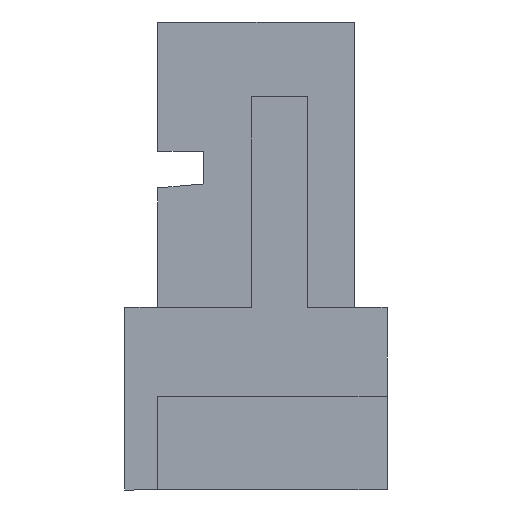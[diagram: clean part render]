
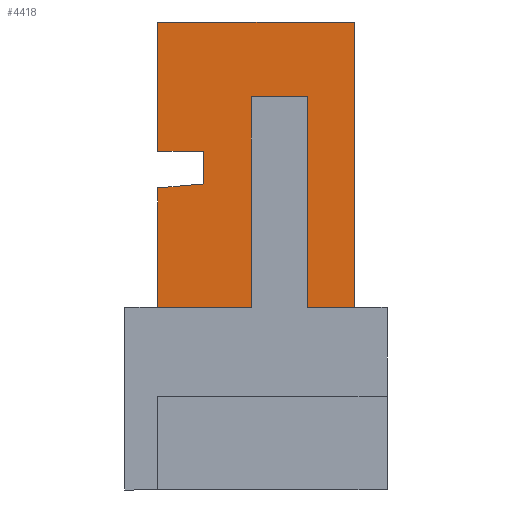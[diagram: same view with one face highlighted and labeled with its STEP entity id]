
A CAD part, left-side view. The second image highlights one B-rep face of the part: STEP entity #4418.
In plain terms, the highlighted planar face has unit normal (-1, 0, 0).
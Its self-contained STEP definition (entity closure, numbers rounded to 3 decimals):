
#300 = ORIENTED_EDGE ( 'NONE', *, *, #4411, .F. ) ;
#338 = VERTEX_POINT ( 'NONE', #3286 ) ;
#339 = EDGE_CURVE ( 'NONE', #616, #338, #3285, .T. ) ;
#595 = VERTEX_POINT ( 'NONE', #3775 ) ;
#605 = EDGE_CURVE ( 'NONE', #654, #625, #3869, .T. ) ;
#613 = VERTEX_POINT ( 'NONE', #3856 ) ;
#615 = EDGE_CURVE ( 'NONE', #613, #616, #3855, .T. ) ;
#616 = VERTEX_POINT ( 'NONE', #3851 ) ;
#624 = EDGE_CURVE ( 'NONE', #635, #595, #3886, .T. ) ;
#625 = VERTEX_POINT ( 'NONE', #3882 ) ;
#635 = VERTEX_POINT ( 'NONE', #3903 ) ;
#654 = VERTEX_POINT ( 'NONE', #3932 ) ;
#660 = EDGE_CURVE ( 'NONE', #338, #654, #3926, .T. ) ;
#694 = EDGE_CURVE ( 'NONE', #625, #635, #3998, .T. ) ;
#3282 = DIRECTION ( 'NONE',  ( 0., 0., 1. ) ) ;
#3283 = VECTOR ( 'NONE', #3282, 1000. ) ;
#3284 = CARTESIAN_POINT ( 'NONE',  ( -10.2, -1.45, 0.85 ) ) ;
#3285 = LINE ( 'NONE', #3284, #3283 ) ;
#3286 = CARTESIAN_POINT ( 'NONE',  ( -10.2, -1.45, 2.127 ) ) ;
#3775 = CARTESIAN_POINT ( 'NONE',  ( -10.2, -1.45, 3.9 ) ) ;
#3851 = CARTESIAN_POINT ( 'NONE',  ( -10.2, -1.45, 0.85 ) ) ;
#3852 = DIRECTION ( 'NONE',  ( 0., 1., 0. ) ) ;
#3853 = VECTOR ( 'NONE', #3852, 1000. ) ;
#3854 = CARTESIAN_POINT ( 'NONE',  ( -10.2, -1.45, 0.85 ) ) ;
#3855 = LINE ( 'NONE', #3854, #3853 ) ;
#3856 = CARTESIAN_POINT ( 'NONE',  ( -10.2, -2.45, 0.85 ) ) ;
#3866 = DIRECTION ( 'NONE',  ( 0., 0., 1. ) ) ;
#3867 = VECTOR ( 'NONE', #3866, 1000. ) ;
#3868 = CARTESIAN_POINT ( 'NONE',  ( -10.2, -1.94, 2.17 ) ) ;
#3869 = LINE ( 'NONE', #3868, #3867 ) ;
#3882 = CARTESIAN_POINT ( 'NONE',  ( -10.2, -1.94, 2.52 ) ) ;
#3883 = DIRECTION ( 'NONE',  ( 0., 0., 1. ) ) ;
#3884 = VECTOR ( 'NONE', #3883, 1000. ) ;
#3885 = CARTESIAN_POINT ( 'NONE',  ( -10.2, -1.45, 2.52 ) ) ;
#3886 = LINE ( 'NONE', #3885, #3884 ) ;
#3903 = CARTESIAN_POINT ( 'NONE',  ( -10.2, -1.45, 2.52 ) ) ;
#3923 = DIRECTION ( 'NONE',  ( 0., -0.996, 0.087 ) ) ;
#3924 = VECTOR ( 'NONE', #3923, 1000. ) ;
#3925 = CARTESIAN_POINT ( 'NONE',  ( -10.2, -1.45, 2.127 ) ) ;
#3926 = LINE ( 'NONE', #3925, #3924 ) ;
#3932 = CARTESIAN_POINT ( 'NONE',  ( -10.2, -1.94, 2.17 ) ) ;
#3995 = DIRECTION ( 'NONE',  ( 0., 1., 0. ) ) ;
#3996 = VECTOR ( 'NONE', #3995, 1000. ) ;
#3997 = CARTESIAN_POINT ( 'NONE',  ( -10.2, -1.94, 2.52 ) ) ;
#3998 = LINE ( 'NONE', #3997, #3996 ) ;
#4368 = EDGE_CURVE ( 'NONE', #4375, #613, #8893, .T. ) ;
#4374 = ORIENTED_EDGE ( 'NONE', *, *, #8829, .F. ) ;
#4375 = VERTEX_POINT ( 'NONE', #8918 ) ;
#4376 = ORIENTED_EDGE ( 'NONE', *, *, #4368, .F. ) ;
#4377 = ORIENTED_EDGE ( 'NONE', *, *, #339, .F. ) ;
#4378 = ORIENTED_EDGE ( 'NONE', *, *, #615, .F. ) ;
#4379 = ORIENTED_EDGE ( 'NONE', *, *, #660, .F. ) ;
#4390 = VERTEX_POINT ( 'NONE', #8947 ) ;
#4395 = VERTEX_POINT ( 'NONE', #8938 ) ;
#4396 = EDGE_CURVE ( 'NONE', #4484, #4395, #8937, .T. ) ;
#4407 = ORIENTED_EDGE ( 'NONE', *, *, #9879, .F. ) ;
#4411 = EDGE_CURVE ( 'NONE', #9880, #4390, #9014, .T. ) ;
#4417 = EDGE_LOOP ( 'NONE', ( #4407, #9943, #9936, #4438, #9860, #9955, #4379, #4377, #4378, #4376, #4374, #300 ) ) ;
#4418 = ADVANCED_FACE ( 'NONE', ( #9000 ), #9046, .F. ) ;
#4438 = ORIENTED_EDGE ( 'NONE', *, *, #624, .F. ) ;
#4480 = EDGE_CURVE ( 'NONE', #595, #4484, #9178, .T. ) ;
#4484 = VERTEX_POINT ( 'NONE', #9173 ) ;
#8829 = EDGE_CURVE ( 'NONE', #4390, #4375, #9301, .T. ) ;
#8890 = DIRECTION ( 'NONE',  ( 0., 0., -1. ) ) ;
#8891 = VECTOR ( 'NONE', #8890, 1000. ) ;
#8892 = CARTESIAN_POINT ( 'NONE',  ( -10.2, -2.45, 3.1 ) ) ;
#8893 = LINE ( 'NONE', #8892, #8891 ) ;
#8918 = CARTESIAN_POINT ( 'NONE',  ( -10.2, -2.45, 3.1 ) ) ;
#8934 = DIRECTION ( 'NONE',  ( 0., 0., -1. ) ) ;
#8935 = VECTOR ( 'NONE', #8934, 1000. ) ;
#8936 = CARTESIAN_POINT ( 'NONE',  ( -10.2, -3.55, 3.9 ) ) ;
#8937 = LINE ( 'NONE', #8936, #8935 ) ;
#8938 = CARTESIAN_POINT ( 'NONE',  ( -10.2, -3.55, 0.85 ) ) ;
#8947 = CARTESIAN_POINT ( 'NONE',  ( -10.2, -3.05, 3.1 ) ) ;
#9000 = FACE_OUTER_BOUND ( 'NONE', #4417, .T. ) ;
#9011 = DIRECTION ( 'NONE',  ( 0., 0., 1. ) ) ;
#9012 = VECTOR ( 'NONE', #9011, 1000. ) ;
#9013 = CARTESIAN_POINT ( 'NONE',  ( -10.2, -3.05, 0.85 ) ) ;
#9014 = LINE ( 'NONE', #9013, #9012 ) ;
#9042 = DIRECTION ( 'NONE',  ( 0., 1., 0. ) ) ;
#9043 = DIRECTION ( 'NONE',  ( 1., 0., 0. ) ) ;
#9044 = CARTESIAN_POINT ( 'NONE',  ( -10.2, -1.45, 0.85 ) ) ;
#9045 = AXIS2_PLACEMENT_3D ( 'NONE', #9044, #9043, #9042 ) ;
#9046 = PLANE ( 'NONE',  #9045 ) ;
#9173 = CARTESIAN_POINT ( 'NONE',  ( -10.2, -3.55, 3.9 ) ) ;
#9175 = DIRECTION ( 'NONE',  ( 0., -1., 0. ) ) ;
#9176 = VECTOR ( 'NONE', #9175, 1000. ) ;
#9177 = CARTESIAN_POINT ( 'NONE',  ( -10.2, -1.45, 3.9 ) ) ;
#9178 = LINE ( 'NONE', #9177, #9176 ) ;
#9298 = DIRECTION ( 'NONE',  ( 0., 1., 0. ) ) ;
#9299 = VECTOR ( 'NONE', #9298, 1000. ) ;
#9300 = CARTESIAN_POINT ( 'NONE',  ( -10.2, -3.05, 3.1 ) ) ;
#9301 = LINE ( 'NONE', #9300, #9299 ) ;
#9381 = CARTESIAN_POINT ( 'NONE',  ( -10.2, -3.05, 0.85 ) ) ;
#9382 = DIRECTION ( 'NONE',  ( 0., 1., 0. ) ) ;
#9383 = VECTOR ( 'NONE', #9382, 1000. ) ;
#9384 = CARTESIAN_POINT ( 'NONE',  ( -10.2, -3.05, 0.85 ) ) ;
#9385 = LINE ( 'NONE', #9384, #9383 ) ;
#9860 = ORIENTED_EDGE ( 'NONE', *, *, #694, .F. ) ;
#9879 = EDGE_CURVE ( 'NONE', #4395, #9880, #9385, .T. ) ;
#9880 = VERTEX_POINT ( 'NONE', #9381 ) ;
#9936 = ORIENTED_EDGE ( 'NONE', *, *, #4480, .F. ) ;
#9943 = ORIENTED_EDGE ( 'NONE', *, *, #4396, .F. ) ;
#9955 = ORIENTED_EDGE ( 'NONE', *, *, #605, .F. ) ;
